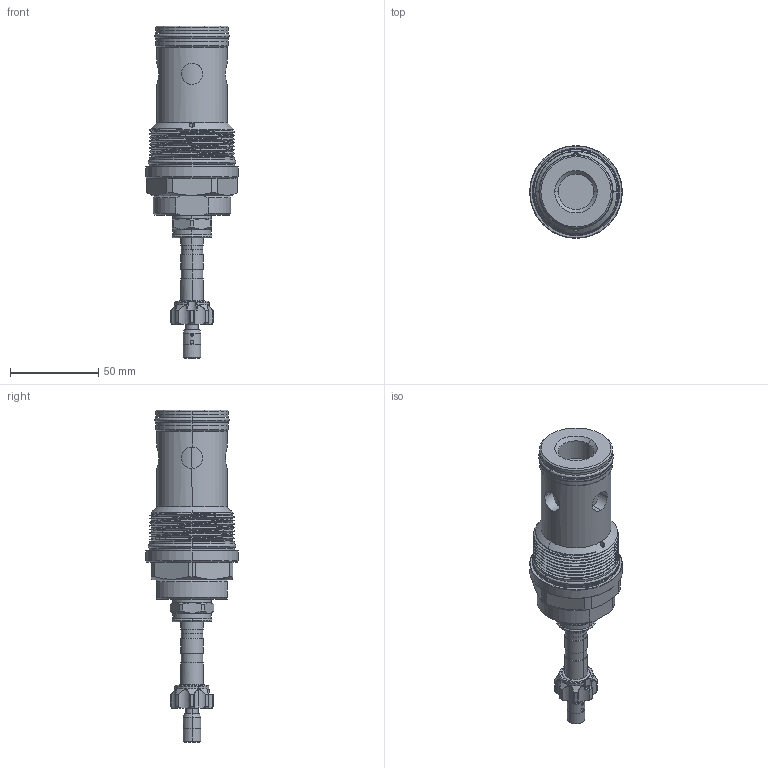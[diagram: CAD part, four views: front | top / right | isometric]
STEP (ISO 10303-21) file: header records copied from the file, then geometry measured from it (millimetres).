
FILE_DESCRIPTION (( 'STEP AP203' ), '1' );
FILE_NAME ('EP18A2A09T95.STEP', '2020-04-16T03:45:57', ( '' ), ( '' ), 'SwSTEP 2.0', 'SolidWorks 2018', '' );
FILE_SCHEMA (( 'CONFIG_CONTROL_DESIGN' ));
Length unit declared in the file: millimetre
Products named in the file (1): EP18A2A09T95
Bounding box: 52.37 x 52.37 x 187.6 mm (x, y, z)
Volume: 165975.2 mm3; surface area: 34428.5 mm2
Topology: 14 solids, 14 shells, 494 faces, 1169 edges, 712 vertices
Faces by surface type: cylinder 225, cone 83, plane 79, torus 67, bspline 40
Entity records: 21381 total; most frequent: CARTESIAN_POINT 10298, ORIENTED_EDGE 2326, DIRECTION 2302, EDGE_CURVE 1163, AXIS2_PLACEMENT_3D 972, VERTEX_POINT 712, EDGE_LOOP 549, CIRCLE 517
